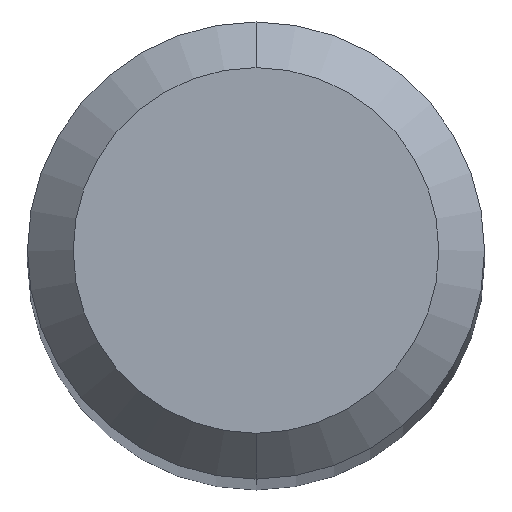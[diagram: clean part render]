
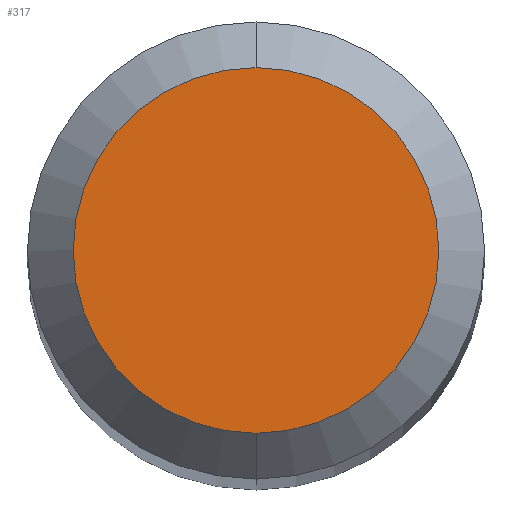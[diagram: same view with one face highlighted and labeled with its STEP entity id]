
A CAD part, top view. The second image highlights one B-rep face of the part: STEP entity #317.
In plain terms, the highlighted planar face has unit normal (0, 0, 1).
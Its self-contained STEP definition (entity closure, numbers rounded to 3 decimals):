
#239=VERTEX_POINT('',#537);
#271=VERTEX_POINT('',#571);
#287=EDGE_CURVE('',#239,#271,#589,.T.);
#317=ADVANCED_FACE('',(#621),#622,.T.);
#363=EDGE_CURVE('',#271,#239,#673,.T.);
#537=CARTESIAN_POINT('',(0.0,1.2,0.0));
#571=CARTESIAN_POINT('',(0.,-1.2,0.0));
#589=CIRCLE('',#1028,1.2);
#621=FACE_OUTER_BOUND('',#1084,.T.);
#622=PLANE('',#1085);
#673=CIRCLE('',#1230,1.2);
#1028=AXIS2_PLACEMENT_3D('',#1513,#1514,#1515);
#1084=EDGE_LOOP('',(#1535,#1536));
#1085=AXIS2_PLACEMENT_3D('',#1537,#1538,#1539);
#1230=AXIS2_PLACEMENT_3D('',#1590,#1591,#1592);
#1513=CARTESIAN_POINT('',(0.0,0.0,0.0));
#1514=DIRECTION('',(0.0,0.0,-1.0));
#1515=DIRECTION('',(0.0,1.0,0.0));
#1535=ORIENTED_EDGE('',*,*,#287,.F.);
#1536=ORIENTED_EDGE('',*,*,#363,.F.);
#1537=CARTESIAN_POINT('',(0.0,0.6,0.0));
#1538=DIRECTION('',(-0.0,0.0,1.0));
#1539=DIRECTION('',(0.0,-1.0,0.0));
#1590=CARTESIAN_POINT('',(0.0,0.0,0.0));
#1591=DIRECTION('',(0.0,0.0,-1.0));
#1592=DIRECTION('',(0.0,1.0,0.0));
